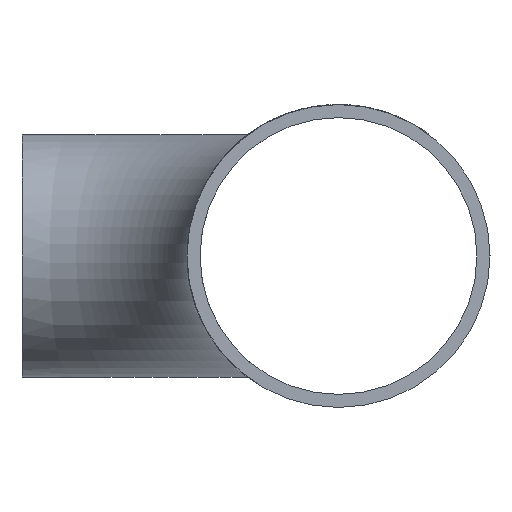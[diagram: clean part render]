
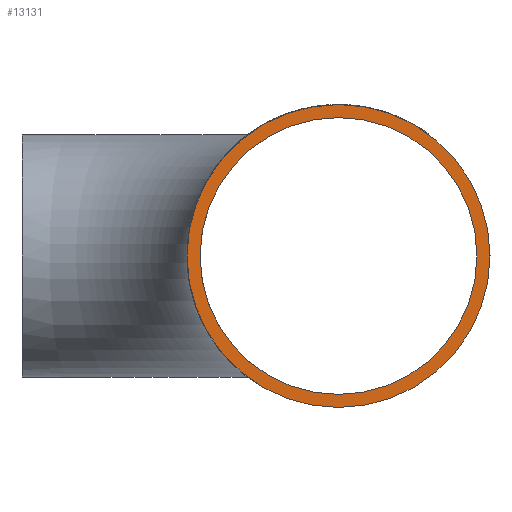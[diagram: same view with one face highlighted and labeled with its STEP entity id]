
A CAD part, left-side view. The second image highlights one B-rep face of the part: STEP entity #13131.
In plain terms, the highlighted planar face has unit normal (-1, 0, 0).
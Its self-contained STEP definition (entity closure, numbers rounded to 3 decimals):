
#4000 = AXIS2_PLACEMENT_3D ( 'NONE', #24097, #15047, #21923 ) ;
#4430 = CIRCLE ( 'NONE', #17404, 30.15 ) ;
#5497 = PLANE ( 'NONE',  #4000 ) ;
#6304 = CARTESIAN_POINT ( 'NONE',  ( -76., -62.99, -30.15 ) ) ;
#10037 = ORIENTED_EDGE ( 'NONE', *, *, #11607, .T. ) ;
#10236 = CARTESIAN_POINT ( 'NONE',  ( -76., -62.99, 0. ) ) ;
#10971 = VERTEX_POINT ( 'NONE', #17279 ) ;
#11591 = ORIENTED_EDGE ( 'NONE', *, *, #18835, .F. ) ;
#11607 = EDGE_CURVE ( 'NONE', #10971, #10971, #29437, .T. ) ;
#13131 = ADVANCED_FACE ( 'NONE', ( #19425, #26915 ), #5497, .F. ) ;
#13678 = DIRECTION ( 'NONE',  ( 0., 0., -1. ) ) ;
#13878 = EDGE_LOOP ( 'NONE', ( #11591 ) ) ;
#13954 = EDGE_LOOP ( 'NONE', ( #10037 ) ) ;
#14807 = DIRECTION ( 'NONE',  ( 1., 0., 0. ) ) ;
#15047 = DIRECTION ( 'NONE',  ( 1., 0., 0. ) ) ;
#17279 = CARTESIAN_POINT ( 'NONE',  ( -76., -62.99, -27.55 ) ) ;
#17404 = AXIS2_PLACEMENT_3D ( 'NONE', #28355, #28050, #13678 ) ;
#18835 = EDGE_CURVE ( 'NONE', #30042, #30042, #4430, .T. ) ;
#19425 = FACE_BOUND ( 'NONE', #13954, .T. ) ;
#21923 = DIRECTION ( 'NONE',  ( 0., 0., -1. ) ) ;
#22453 = DIRECTION ( 'NONE',  ( 0., 0., -1. ) ) ;
#24097 = CARTESIAN_POINT ( 'NONE',  ( -76., -62.99, 0. ) ) ;
#25931 = AXIS2_PLACEMENT_3D ( 'NONE', #10236, #14807, #22453 ) ;
#26915 = FACE_OUTER_BOUND ( 'NONE', #13878, .T. ) ;
#28050 = DIRECTION ( 'NONE',  ( 1., 0., 0. ) ) ;
#28355 = CARTESIAN_POINT ( 'NONE',  ( -76., -62.99, 0. ) ) ;
#29437 = CIRCLE ( 'NONE', #25931, 27.55 ) ;
#30042 = VERTEX_POINT ( 'NONE', #6304 ) ;
